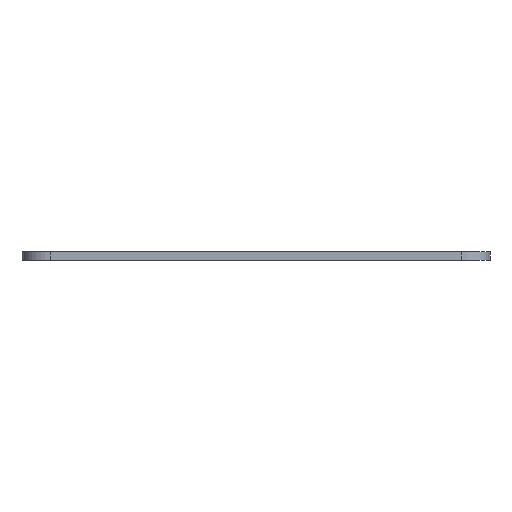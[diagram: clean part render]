
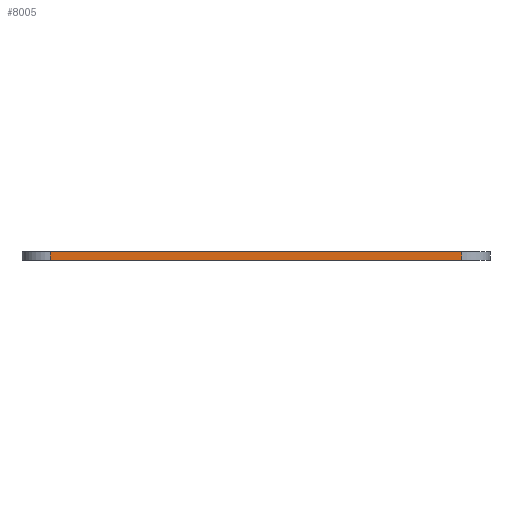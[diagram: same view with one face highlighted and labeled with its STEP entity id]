
A CAD part, left-side view. The second image highlights one B-rep face of the part: STEP entity #8005.
In plain terms, the highlighted planar face has unit normal (-1, 0, 0).
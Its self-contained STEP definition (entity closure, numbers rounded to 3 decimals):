
#333=PLANE('',#8287);
#728=FACE_OUTER_BOUND('',#1192,.T.);
#1192=EDGE_LOOP('',(#7142,#7143,#7144,#7145));
#1872=LINE('',#14994,#2606);
#1907=LINE('',#15133,#2641);
#1908=LINE('',#15136,#2642);
#1909=LINE('',#15137,#2643);
#2606=VECTOR('',#9318,10.);
#2641=VECTOR('',#9437,10.);
#2642=VECTOR('',#9440,10.);
#2643=VECTOR('',#9441,10.);
#3781=VERTEX_POINT('',#14991);
#3782=VERTEX_POINT('',#14993);
#3843=VERTEX_POINT('',#15129);
#3845=VERTEX_POINT('',#15135);
#4899=EDGE_CURVE('',#3781,#3782,#1872,.T.);
#4965=EDGE_CURVE('',#3782,#3843,#1907,.T.);
#4966=EDGE_CURVE('',#3845,#3781,#1908,.T.);
#4967=EDGE_CURVE('',#3843,#3845,#1909,.T.);
#7142=ORIENTED_EDGE('',*,*,#4965,.F.);
#7143=ORIENTED_EDGE('',*,*,#4899,.F.);
#7144=ORIENTED_EDGE('',*,*,#4966,.F.);
#7145=ORIENTED_EDGE('',*,*,#4967,.F.);
#8005=ADVANCED_FACE('',(#728),#333,.T.);
#8287=AXIS2_PLACEMENT_3D('',#15134,#9438,#9439);
#9318=DIRECTION('',(0.,1.,0.));
#9437=DIRECTION('',(0.,0.,1.));
#9438=DIRECTION('center_axis',(-1.,0.,0.));
#9439=DIRECTION('ref_axis',(0.,-1.,0.));
#9440=DIRECTION('',(0.,0.,-1.));
#9441=DIRECTION('',(0.,-1.,0.));
#14991=CARTESIAN_POINT('',(-12.209,-45.596,0.));
#14993=CARTESIAN_POINT('',(-12.209,27.004,0.));
#14994=CARTESIAN_POINT('',(-12.209,-50.596,0.));
#15129=CARTESIAN_POINT('',(-12.209,27.004,1.5));
#15133=CARTESIAN_POINT('',(-12.209,27.004,0.));
#15134=CARTESIAN_POINT('Origin',(-12.209,32.004,0.));
#15135=CARTESIAN_POINT('',(-12.209,-45.596,1.5));
#15136=CARTESIAN_POINT('',(-12.209,-45.596,0.));
#15137=CARTESIAN_POINT('',(-12.209,-50.596,1.5));
